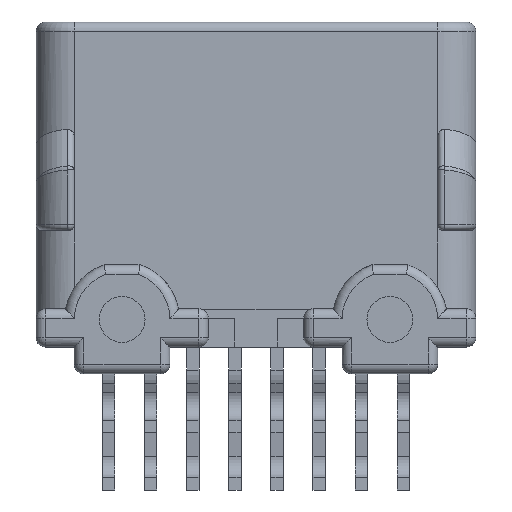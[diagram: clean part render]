
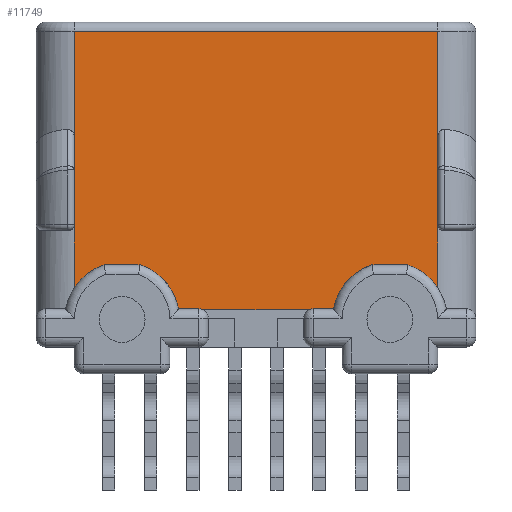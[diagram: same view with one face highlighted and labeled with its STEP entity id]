
A CAD part, front view. The second image highlights one B-rep face of the part: STEP entity #11749.
In plain terms, the highlighted planar face has unit normal (0, -1, 0).
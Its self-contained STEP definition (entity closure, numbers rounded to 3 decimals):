
#146=PLANE('',#12490);
#700=LINE('',#17614,#2098);
#705=LINE('',#17700,#2103);
#706=LINE('',#17703,#2104);
#707=LINE('',#17705,#2105);
#708=LINE('',#17709,#2106);
#709=LINE('',#17713,#2107);
#710=LINE('',#17717,#2108);
#711=LINE('',#17721,#2109);
#712=LINE('',#17725,#2110);
#713=LINE('',#17729,#2111);
#714=LINE('',#17731,#2112);
#715=LINE('',#17732,#2113);
#2098=VECTOR('',#13642,19.);
#2103=VECTOR('',#13687,5.562);
#2104=VECTOR('',#13690,4.538);
#2105=VECTOR('',#13691,3.292);
#2106=VECTOR('',#13694,1.873);
#2107=VECTOR('',#13697,1.051);
#2108=VECTOR('',#13700,5.564);
#2109=VECTOR('',#13703,1.051);
#2110=VECTOR('',#13706,1.873);
#2111=VECTOR('',#13709,3.292);
#2112=VECTOR('',#13710,4.538);
#2113=VECTOR('',#13711,5.562);
#3581=FACE_OUTER_BOUND('',#4252,.T.);
#4252=EDGE_LOOP('',(#8370,#8371,#8372,#8373,#8374,#8375,#8376,#8377,#8378,
#8379,#8380,#8381,#8382,#8383,#8384,#8385,#8386,#8387));
#5009=CIRCLE('',#12491,3.);
#5010=CIRCLE('',#12492,3.);
#5011=CIRCLE('',#12493,0.5);
#5012=CIRCLE('',#12494,0.5);
#5013=CIRCLE('',#12495,3.);
#5014=CIRCLE('',#12496,3.);
#5427=VERTEX_POINT('',#17611);
#5428=VERTEX_POINT('',#17613);
#5437=VERTEX_POINT('',#17647);
#5438=VERTEX_POINT('',#17702);
#5439=VERTEX_POINT('',#17704);
#5440=VERTEX_POINT('',#17706);
#5441=VERTEX_POINT('',#17708);
#5442=VERTEX_POINT('',#17710);
#5443=VERTEX_POINT('',#17712);
#5444=VERTEX_POINT('',#17714);
#5445=VERTEX_POINT('',#17716);
#5446=VERTEX_POINT('',#17718);
#5447=VERTEX_POINT('',#17720);
#5448=VERTEX_POINT('',#17722);
#5449=VERTEX_POINT('',#17724);
#5450=VERTEX_POINT('',#17726);
#5451=VERTEX_POINT('',#17728);
#5452=VERTEX_POINT('',#17730);
#6566=EDGE_CURVE('',#5427,#5428,#700,.T.);
#6584=EDGE_CURVE('',#5427,#5437,#705,.T.);
#6585=EDGE_CURVE('',#5437,#5438,#706,.T.);
#6586=EDGE_CURVE('',#5438,#5439,#707,.T.);
#6587=EDGE_CURVE('',#5439,#5440,#5009,.T.);
#6588=EDGE_CURVE('',#5440,#5441,#708,.T.);
#6589=EDGE_CURVE('',#5441,#5442,#5010,.T.);
#6590=EDGE_CURVE('',#5442,#5443,#709,.T.);
#6591=EDGE_CURVE('',#5443,#5444,#5011,.T.);
#6592=EDGE_CURVE('',#5445,#5444,#710,.T.);
#6593=EDGE_CURVE('',#5445,#5446,#5012,.T.);
#6594=EDGE_CURVE('',#5446,#5447,#711,.T.);
#6595=EDGE_CURVE('',#5447,#5448,#5013,.T.);
#6596=EDGE_CURVE('',#5448,#5449,#712,.T.);
#6597=EDGE_CURVE('',#5449,#5450,#5014,.T.);
#6598=EDGE_CURVE('',#5450,#5451,#713,.T.);
#6599=EDGE_CURVE('',#5452,#5451,#714,.T.);
#6600=EDGE_CURVE('',#5452,#5428,#715,.T.);
#8370=ORIENTED_EDGE('',*,*,#6566,.F.);
#8371=ORIENTED_EDGE('',*,*,#6584,.T.);
#8372=ORIENTED_EDGE('',*,*,#6585,.T.);
#8373=ORIENTED_EDGE('',*,*,#6586,.T.);
#8374=ORIENTED_EDGE('',*,*,#6587,.T.);
#8375=ORIENTED_EDGE('',*,*,#6588,.T.);
#8376=ORIENTED_EDGE('',*,*,#6589,.T.);
#8377=ORIENTED_EDGE('',*,*,#6590,.T.);
#8378=ORIENTED_EDGE('',*,*,#6591,.T.);
#8379=ORIENTED_EDGE('',*,*,#6592,.F.);
#8380=ORIENTED_EDGE('',*,*,#6593,.T.);
#8381=ORIENTED_EDGE('',*,*,#6594,.T.);
#8382=ORIENTED_EDGE('',*,*,#6595,.T.);
#8383=ORIENTED_EDGE('',*,*,#6596,.T.);
#8384=ORIENTED_EDGE('',*,*,#6597,.T.);
#8385=ORIENTED_EDGE('',*,*,#6598,.T.);
#8386=ORIENTED_EDGE('',*,*,#6599,.F.);
#8387=ORIENTED_EDGE('',*,*,#6600,.T.);
#11749=ADVANCED_FACE('',(#3581),#146,.T.);
#12490=AXIS2_PLACEMENT_3D('',#17701,#13688,#13689);
#12491=AXIS2_PLACEMENT_3D('',#17707,#13692,#13693);
#12492=AXIS2_PLACEMENT_3D('',#17711,#13695,#13696);
#12493=AXIS2_PLACEMENT_3D('',#17715,#13698,#13699);
#12494=AXIS2_PLACEMENT_3D('',#17719,#13701,#13702);
#12495=AXIS2_PLACEMENT_3D('',#17723,#13704,#13705);
#12496=AXIS2_PLACEMENT_3D('',#17727,#13707,#13708);
#13642=DIRECTION('',(1.,0.,0.));
#13687=DIRECTION('',(0.,0.,-1.));
#13688=DIRECTION('center_axis',(0.,-1.,0.));
#13689=DIRECTION('ref_axis',(0.,0.,-1.));
#13690=DIRECTION('',(0.,0.,-1.));
#13691=DIRECTION('',(0.,0.,-1.));
#13692=DIRECTION('center_axis',(0.,1.,0.));
#13693=DIRECTION('ref_axis',(-0.833,0.,0.553));
#13694=DIRECTION('',(1.,0.,0.));
#13695=DIRECTION('center_axis',(0.,1.,0.));
#13696=DIRECTION('ref_axis',(0.312,0.,0.95));
#13697=DIRECTION('',(1.,0.,0.));
#13698=DIRECTION('center_axis',(0.,1.,0.));
#13699=DIRECTION('ref_axis',(0.,0.,1.));
#13700=DIRECTION('',(-1.,0.,0.));
#13701=DIRECTION('center_axis',(0.,1.,0.));
#13702=DIRECTION('ref_axis',(-0.436,0.,0.9));
#13703=DIRECTION('',(1.,0.,0.));
#13704=DIRECTION('center_axis',(0.,1.,0.));
#13705=DIRECTION('ref_axis',(-0.983,0.,0.183));
#13706=DIRECTION('',(1.,0.,0.));
#13707=DIRECTION('center_axis',(0.,1.,0.));
#13708=DIRECTION('ref_axis',(0.312,0.,0.95));
#13709=DIRECTION('',(0.,0.,1.));
#13710=DIRECTION('',(0.,0.,-1.));
#13711=DIRECTION('',(0.,0.,1.));
#17611=CARTESIAN_POINT('',(-9.5,-5.8,-0.5));
#17613=CARTESIAN_POINT('',(9.5,-5.8,-0.5));
#17614=CARTESIAN_POINT('',(-9.5,-5.8,-0.5));
#17647=CARTESIAN_POINT('',(-9.5,-5.8,-6.062));
#17700=CARTESIAN_POINT('',(-9.5,-5.8,-0.5));
#17701=CARTESIAN_POINT('Origin',(11.5,-5.8,0.));
#17702=CARTESIAN_POINT('',(-9.5,-5.8,-10.6));
#17703=CARTESIAN_POINT('',(-9.5,-5.8,-6.062));
#17704=CARTESIAN_POINT('',(-9.5,-5.8,-13.892));
#17705=CARTESIAN_POINT('',(-9.5,-5.8,-10.6));
#17706=CARTESIAN_POINT('',(-7.937,-5.8,-12.7));
#17707=CARTESIAN_POINT('Origin',(-7.,-5.8,-15.55));
#17708=CARTESIAN_POINT('',(-6.063,-5.8,-12.7));
#17709=CARTESIAN_POINT('',(-7.937,-5.8,-12.7));
#17710=CARTESIAN_POINT('',(-4.051,-5.8,-15.));
#17711=CARTESIAN_POINT('Origin',(-7.,-5.8,-15.55));
#17712=CARTESIAN_POINT('',(-3.,-5.8,-15.));
#17713=CARTESIAN_POINT('',(-4.051,-5.8,-15.));
#17714=CARTESIAN_POINT('',(-2.782,-5.8,-15.05));
#17715=CARTESIAN_POINT('Origin',(-3.,-5.8,-15.5));
#17716=CARTESIAN_POINT('',(2.782,-5.8,-15.05));
#17717=CARTESIAN_POINT('',(2.782,-5.8,-15.05));
#17718=CARTESIAN_POINT('',(3.,-5.8,-15.));
#17719=CARTESIAN_POINT('Origin',(3.,-5.8,-15.5));
#17720=CARTESIAN_POINT('',(4.051,-5.8,-15.));
#17721=CARTESIAN_POINT('',(3.,-5.8,-15.));
#17722=CARTESIAN_POINT('',(6.063,-5.8,-12.7));
#17723=CARTESIAN_POINT('Origin',(7.,-5.8,-15.55));
#17724=CARTESIAN_POINT('',(7.937,-5.8,-12.7));
#17725=CARTESIAN_POINT('',(6.063,-5.8,-12.7));
#17726=CARTESIAN_POINT('',(9.5,-5.8,-13.892));
#17727=CARTESIAN_POINT('Origin',(7.,-5.8,-15.55));
#17728=CARTESIAN_POINT('',(9.5,-5.8,-10.6));
#17729=CARTESIAN_POINT('',(9.5,-5.8,-13.892));
#17730=CARTESIAN_POINT('',(9.5,-5.8,-6.062));
#17731=CARTESIAN_POINT('',(9.5,-5.8,-6.062));
#17732=CARTESIAN_POINT('',(9.5,-5.8,-6.062));
